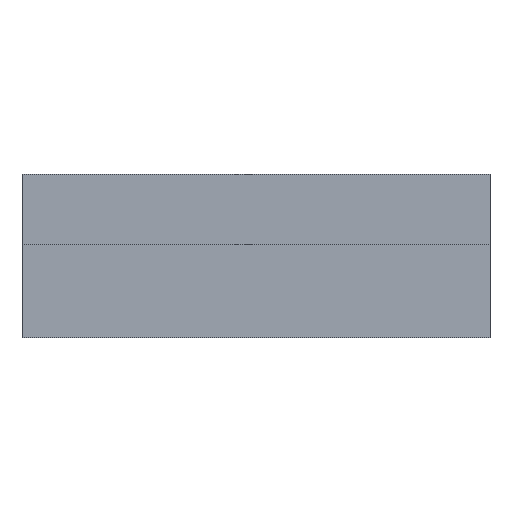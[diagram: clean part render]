
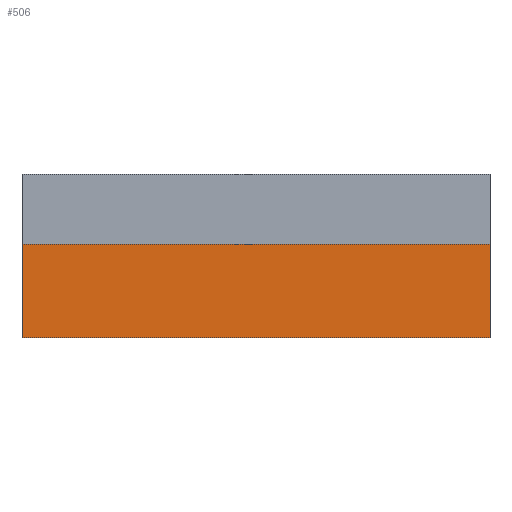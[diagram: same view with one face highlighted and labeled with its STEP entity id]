
A CAD part, front view. The second image highlights one B-rep face of the part: STEP entity #506.
In plain terms, the highlighted planar face has unit normal (0, -1, 0).
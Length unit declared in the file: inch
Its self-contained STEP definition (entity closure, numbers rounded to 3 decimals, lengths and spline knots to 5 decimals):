
#5=DIRECTION('',(1.,0.,0.));
#6=VECTOR('',#5,0.3937);
#7=CARTESIAN_POINT('',(-0.19685,-1.22047,0.));
#8=LINE('',#7,#6);
#79=DIRECTION('',(0.,0.,1.));
#80=VECTOR('',#79,0.07874);
#81=CARTESIAN_POINT('',(0.19685,-1.22047,0.));
#82=LINE('',#81,#80);
#91=DIRECTION('',(1.,0.,0.));
#92=VECTOR('',#91,0.3937);
#93=CARTESIAN_POINT('',(-0.19685,-1.22047,
0.07874));
#94=LINE('',#93,#92);
#177=DIRECTION('',(0.,0.,1.));
#178=VECTOR('',#177,0.07874);
#179=CARTESIAN_POINT('',(-0.19685,-1.22047,0.));
#180=LINE('',#179,#178);
#210=CARTESIAN_POINT('',(-0.19685,-1.22047,0.));
#212=VERTEX_POINT('',#210);
#213=CARTESIAN_POINT('',(0.19685,-1.22047,0.));
#214=VERTEX_POINT('',#213);
#225=CARTESIAN_POINT('',(-0.19685,-1.22047,
0.07874));
#226=CARTESIAN_POINT('',(0.19685,-1.22047,
0.07874));
#227=VERTEX_POINT('',#225);
#228=VERTEX_POINT('',#226);
#495=CARTESIAN_POINT('',(-0.19685,-1.22047,0.));
#496=DIRECTION('',(0.,-1.,0.));
#497=DIRECTION('',(1.,0.,0.));
#498=AXIS2_PLACEMENT_3D('',#495,#496,#497);
#499=PLANE('',#498);
#500=ORIENTED_EDGE('',*,*,#272,.F.);
#501=ORIENTED_EDGE('',*,*,#308,.T.);
#502=ORIENTED_EDGE('',*,*,#380,.T.);
#503=ORIENTED_EDGE('',*,*,#367,.F.);
#504=EDGE_LOOP('',(#500,#501,#502,#503));
#505=FACE_OUTER_BOUND('',#504,.F.);
#506=ADVANCED_FACE('',(#505),#499,.T.);
#272=EDGE_CURVE('',#212,#214,#8,.T.);
#308=EDGE_CURVE('',#212,#227,#180,.T.);
#367=EDGE_CURVE('',#214,#228,#82,.T.);
#380=EDGE_CURVE('',#227,#228,#94,.T.);
